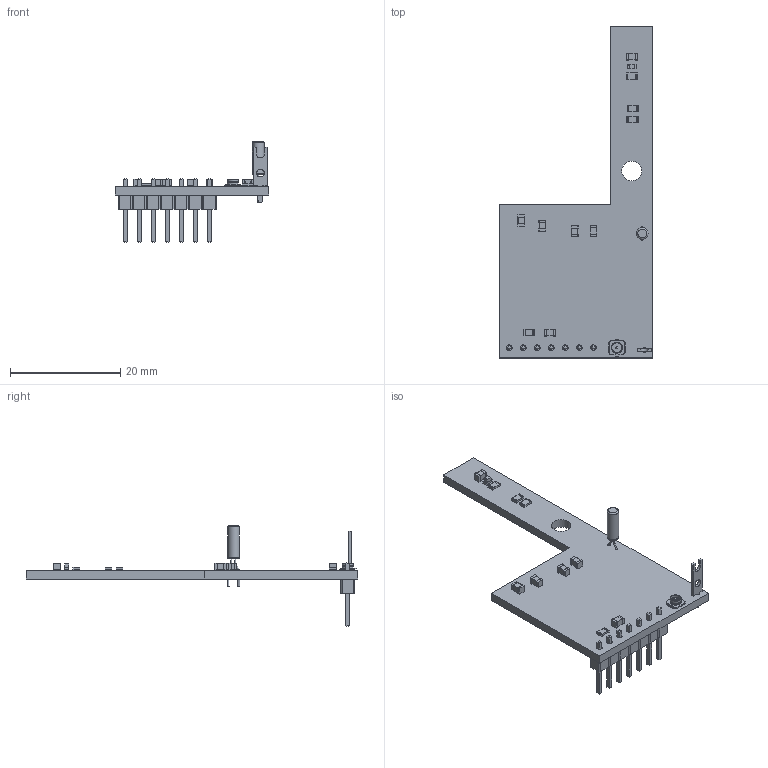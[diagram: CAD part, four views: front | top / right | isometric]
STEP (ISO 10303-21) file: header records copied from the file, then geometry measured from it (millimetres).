
FILE_DESCRIPTION(('KiCad electronic assembly'),'2;1');
FILE_NAME('sensor_sigfox_1.1.step','2023-12-12T13:20:08',('Pcbnew'),( 'Kicad'),'Open CASCADE STEP processor 7.5','KiCad to STEP converter' ,'Unknown');
FILE_SCHEMA(('AUTOMOTIVE_DESIGN { 1 0 10303 214 1 1 1 1 }'));
Length unit declared in the file: millimetre
Products named in the file (16): sensor_sigfox_1.1 1; Crystal_C26-LF_D2.1mm_L6.5mm_Vertical; SOLID; Pin_D0.9mm_L10.0mm_W2.4mm_FlatFork; C_0805_2012Metric; R_0805_2012Metric; U.FL_Hirose_U.FL-R-SMT-1_Vertical; LED_0603_1608Metric; PinHeader_1x07_P2.54mm_Vertical; _autosave-sensor_sigfox_1.1 PCB
Assembly tree (23 placements, depth 3):
  sensor_sigfox_1.1 1
    Crystal_C26-LF_D2.1mm_L6.5mm_Vertical
      SOLID
    Pin_D0.9mm_L10.0mm_W2.4mm_FlatFork
      SOLID
    C_0805_2012Metric  x6
      SOLID
    R_0805_2012Metric  x4
      SOLID
    U.FL_Hirose_U.FL-R-SMT-1_Vertical
      SOLID
    LED_0603_1608Metric
      SOLID
    PinHeader_1x07_P2.54mm_Vertical
      SOLID
    _autosave-sensor_sigfox_1.1 PCB
Bounding box: 27.81 x 60.14 x 18.29 mm (x, y, z)
Volume: 1798.3 mm3; surface area: 2954.3 mm2
Topology: 16 solids, 16 shells, 589 faces, 1481 edges, 954 vertices
Faces by surface type: plane 439, cylinder 142, cone 3, extrusion 2, torus 2, sphere 1
Full cylindrical faces by diameter (mm): 0.3 x4, 0.4 x1, 0.5 x2, 0.9 x1, 1 x7, 1.4 x1, 1.8 x1, 1.92 x1, 2 x2, 2.1 x3, 3.592 x1
Entity records: 25641 total; most frequent: CARTESIAN_POINT 4097, DIRECTION 3609, VECTOR 2504, LINE 2502, ORIENTED_EDGE 1832, PCURVE 1832, DEFINITIONAL_REPRESENTATION 1832, EDGE_CURVE 916
